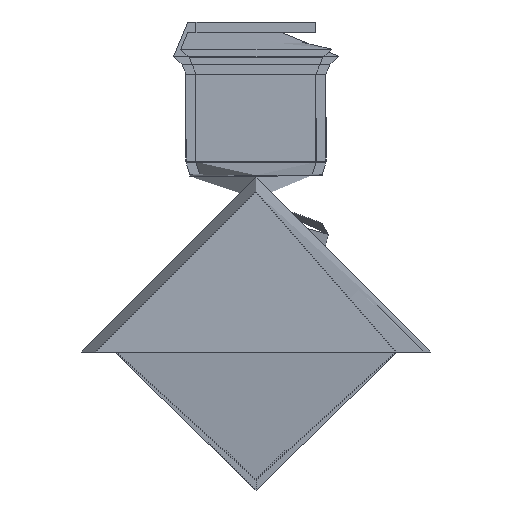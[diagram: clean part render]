
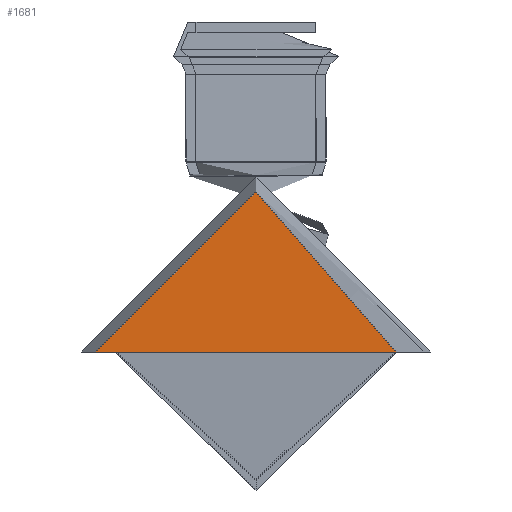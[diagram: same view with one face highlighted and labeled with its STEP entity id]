
A CAD part, left-side view. The second image highlights one B-rep face of the part: STEP entity #1681.
In plain terms, the highlighted free-form (B-spline) face has degree [1, 1] with [2, 2] control points.
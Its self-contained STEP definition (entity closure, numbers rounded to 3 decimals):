
#1681 = ADVANCED_FACE('',(#1682,#1704),#1726,.T.);
#1682 = FACE_BOUND('',#1683,.T.);
#1683 = EDGE_LOOP('',(#1684,#1694));
#1684 = ORIENTED_EDGE('',*,*,#1685,.F.);
#1685 = EDGE_CURVE('',#1686,#1688,#1690,.T.);
#1686 = VERTEX_POINT('',#1687);
#1687 = CARTESIAN_POINT('',(0.,24.,0.));
#1688 = VERTEX_POINT('',#1689);
#1689 = CARTESIAN_POINT('',(0.,0.,24.));
#1690 = ( BOUNDED_CURVE() B_SPLINE_CURVE(2,(#1691,#1692,#1693),
.UNSPECIFIED.,.F.,.F.) B_SPLINE_CURVE_WITH_KNOTS((3,3),(0.,
1.571),.PIECEWISE_BEZIER_KNOTS.) CURVE() 
GEOMETRIC_REPRESENTATION_ITEM() RATIONAL_B_SPLINE_CURVE((1.,
0.707,1.)) REPRESENTATION_ITEM('') );
#1691 = CARTESIAN_POINT('',(0.,24.,0.));
#1692 = CARTESIAN_POINT('',(0.,24.,24.));
#1693 = CARTESIAN_POINT('',(0.,0.,24.));
#1694 = ORIENTED_EDGE('',*,*,#1695,.F.);
#1695 = EDGE_CURVE('',#1688,#1686,#1696,.T.);
#1696 = ( BOUNDED_CURVE() B_SPLINE_CURVE(2,(#1697,#1698,#1699,#1700,
#1701,#1702,#1703),.UNSPECIFIED.,.F.,.F.) B_SPLINE_CURVE_WITH_KNOTS((3,2
    ,2,3),(1.571,3.142,4.712,6.283),
.UNSPECIFIED.) CURVE() GEOMETRIC_REPRESENTATION_ITEM() 
RATIONAL_B_SPLINE_CURVE((1.,0.707,1.,0.707,1.,
0.707,1.)) REPRESENTATION_ITEM('') );
#1697 = CARTESIAN_POINT('',(0.,0.,24.));
#1698 = CARTESIAN_POINT('',(0.,-24.,24.));
#1699 = CARTESIAN_POINT('',(0.,-24.,0.));
#1700 = CARTESIAN_POINT('',(0.,-24.,-24.));
#1701 = CARTESIAN_POINT('',(0.,0.,-24.));
#1702 = CARTESIAN_POINT('',(0.,24.,-24.));
#1703 = CARTESIAN_POINT('',(0.,24.,0.));
#1704 = FACE_BOUND('',#1705,.T.);
#1705 = EDGE_LOOP('',(#1706,#1718));
#1706 = ORIENTED_EDGE('',*,*,#1707,.T.);
#1707 = EDGE_CURVE('',#1708,#1710,#1712,.T.);
#1708 = VERTEX_POINT('',#1709);
#1709 = CARTESIAN_POINT('',(0.,21.,0.));
#1710 = VERTEX_POINT('',#1711);
#1711 = CARTESIAN_POINT('',(0.,-21.,0.));
#1712 = ( BOUNDED_CURVE() B_SPLINE_CURVE(2,(#1713,#1714,#1715,#1716,
#1717),.UNSPECIFIED.,.F.,.F.) B_SPLINE_CURVE_WITH_KNOTS((3,2,3),(0.,
1.571,3.142),.UNSPECIFIED.) CURVE() 
GEOMETRIC_REPRESENTATION_ITEM() RATIONAL_B_SPLINE_CURVE((1.,
0.707,1.,0.707,1.)) REPRESENTATION_ITEM('') );
#1713 = CARTESIAN_POINT('',(0.,21.,0.));
#1714 = CARTESIAN_POINT('',(0.,21.,21.));
#1715 = CARTESIAN_POINT('',(0.,0.,21.));
#1716 = CARTESIAN_POINT('',(0.,-21.,21.));
#1717 = CARTESIAN_POINT('',(0.,-21.,0.));
#1718 = ORIENTED_EDGE('',*,*,#1719,.T.);
#1719 = EDGE_CURVE('',#1710,#1708,#1720,.T.);
#1720 = ( BOUNDED_CURVE() B_SPLINE_CURVE(2,(#1721,#1722,#1723,#1724,
#1725),.UNSPECIFIED.,.F.,.F.) B_SPLINE_CURVE_WITH_KNOTS((3,2,3),(
    3.142,4.712,6.283),
.PIECEWISE_BEZIER_KNOTS.) CURVE() GEOMETRIC_REPRESENTATION_ITEM() 
RATIONAL_B_SPLINE_CURVE((1.,0.707,1.,0.707,1.)) 
REPRESENTATION_ITEM('') );
#1721 = CARTESIAN_POINT('',(0.,-21.,0.));
#1722 = CARTESIAN_POINT('',(0.,-21.,-21.));
#1723 = CARTESIAN_POINT('',(0.,0.,-21.));
#1724 = CARTESIAN_POINT('',(0.,21.,-21.));
#1725 = CARTESIAN_POINT('',(0.,21.,0.));
#1726 = B_SPLINE_SURFACE_WITH_KNOTS('',1,1,(
    (#1727,#1728)
    ,(#1729,#1730
  )),.UNSPECIFIED.,.F.,.F.,.F.,(2,2),(2,2),(-2.401,2.401),(-4.651,0.151)
  ,.PIECEWISE_BEZIER_KNOTS.);
#1727 = CARTESIAN_POINT('',(0.,-24.01,-24.01));
#1728 = CARTESIAN_POINT('',(0.,24.01,-24.01));
#1729 = CARTESIAN_POINT('',(0.,-24.01,24.01));
#1730 = CARTESIAN_POINT('',(0.,24.01,24.01));
